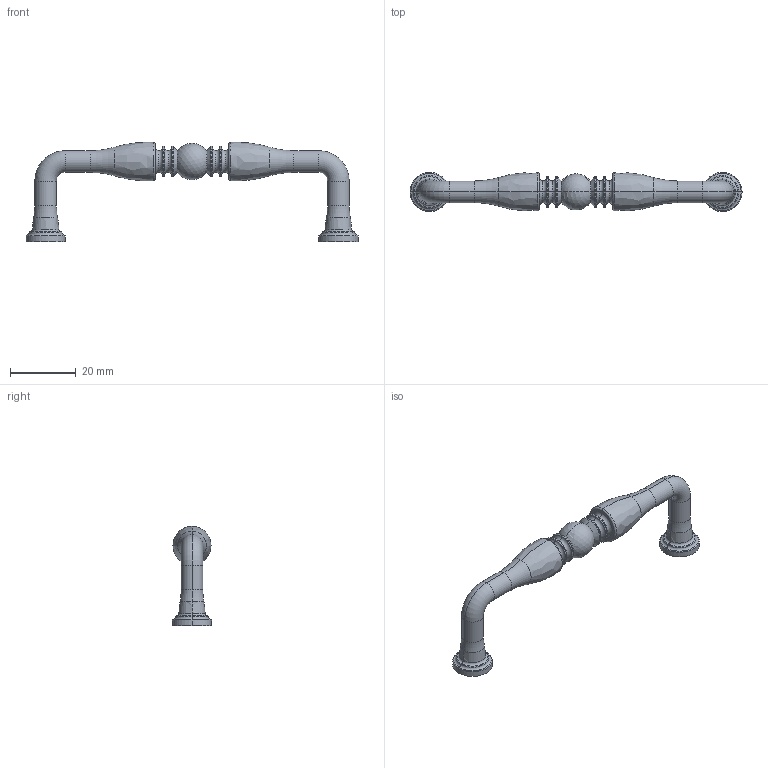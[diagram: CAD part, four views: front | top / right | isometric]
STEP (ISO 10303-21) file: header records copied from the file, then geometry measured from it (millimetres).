
FILE_DESCRIPTION((''),'2;1');
FILE_NAME('1176-35_WEB','2011-01-05T',('project'),(''),'PRO/ENGINEER BY PARAMETRIC TECHNOLOGY CORPORATION, 2009300','PRO/ENGINEER BY PARAMETRIC TECHNOLOGY CORPORATION, 2009300','');
FILE_SCHEMA(('CONFIG_CONTROL_DESIGN'));
Length unit declared in the file: inch
Products named in the file (1): 1176-35_WEB
Bounding box: 100.8 x 11.9 x 30.18 mm (x, y, z)
Volume: 7168.2 mm3; surface area: 3961.6 mm2
Topology: 1 solids, 1 shells, 94 faces, 201 edges, 107 vertices
Faces by surface type: torus 64, cylinder 12, bspline 8, plane 4, cone 4, sphere 2
Entity records: 2762 total; most frequent: CARTESIAN_POINT 614, DIRECTION 550, ORIENTED_EDGE 394, AXIS2_PLACEMENT_3D 267, EDGE_CURVE 197, CIRCLE 181, VERTEX_POINT 107, EDGE_LOOP 96
